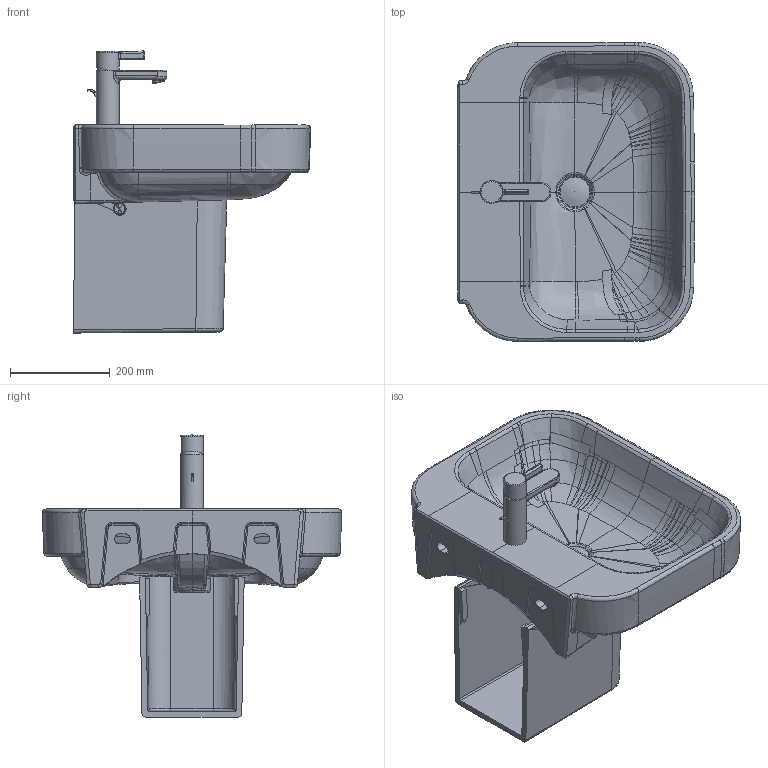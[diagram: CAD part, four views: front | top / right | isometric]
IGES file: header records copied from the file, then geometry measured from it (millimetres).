
Global section: file name: No Iges File Name specified; native system: Autodesk Inventor 2011; preprocessor: AutoDesk Inventor Iges Exporter R2011; author: Administrator; date: 20130610.193849; units: millimetre
Bounding box: 475.78 x 600.1 x 566.05 mm (x, y, z)
Volume: 17645002.8 mm3; surface area: 1581057.9 mm2
Topology: 8 solids, 8 shells, 894 faces, 2182 edges, 1286 vertices
Faces by surface type: bspline 561, plane 131, revolution 94, cylinder 70, torus 29, cone 7, sphere 2
Full cylindrical faces by diameter (mm): 4 x2, 21.15 x1, 44 x1, 46 x2, 60 x1
